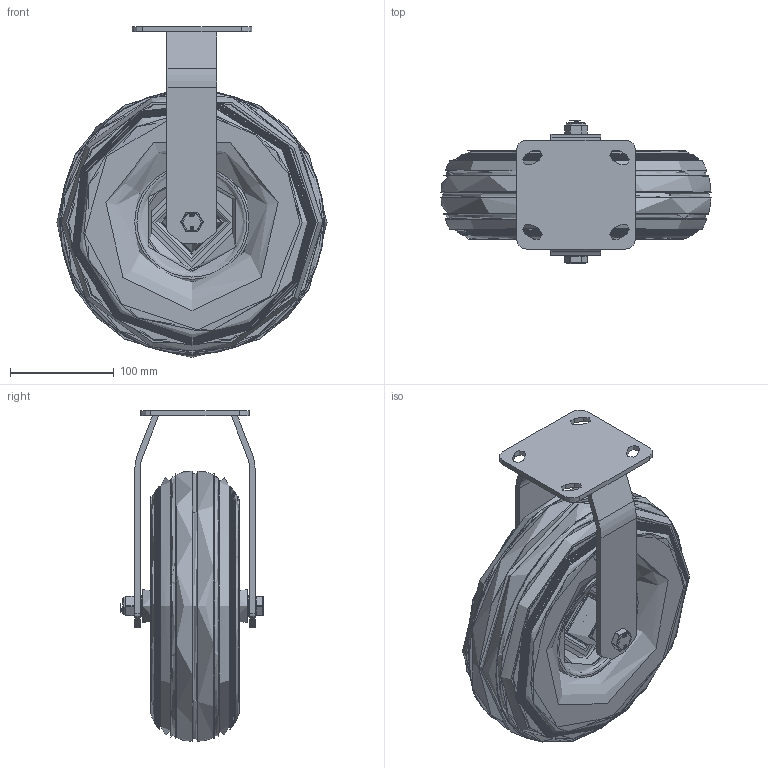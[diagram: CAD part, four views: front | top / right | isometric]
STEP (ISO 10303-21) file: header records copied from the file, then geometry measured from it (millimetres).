
FILE_DESCRIPTION(/* description */ (''),/* implementation_level */ '2;1');
FILE_NAME(/* name */ 'BZFPCF260MPUB.step',/* time_stamp */ '2025-06-13T14:44:29+01:00',/* author */ (''),/* organization */ (''),/* preprocessor_version */ 'ST-DEVELOPER v20.1',/* originating_system */ 'Autodesk Translation Framework v14.10.0.0',/* authorisation */ '');
FILE_SCHEMA (('AUTOMOTIVE_DESIGN { 1 0 10303 214 3 1 1 }'));
Length unit declared in the file: millimetre
Products named in the file (25): BZFPCF260MPUB; BZFPCF260AS v1; BZFPCF260AS; FABRICATED STEEL BRACKET; BZWMPUR26020 v1; PUNCTURE PROOF TYRE; STEEL RIM; RIM; ROLLER BEARING; CAGE; Pattern; Component1; PLASTIC CAP; WM20X32X13 v1; ZINC PLATED WASHER; WM20X32X13 v1 (1); ZINC PLATED WASHER (1); TUBEM20X105 v1; ZINC PLATED TUBE; BOLTM12X130Z8.8 v2; ZINC PLATED BOLT; NYLOCM12Z v1; NYLOC NUT; NUT; RUBBER
Assembly tree (31 placements, depth 6):
  BZFPCF260MPUB
    BZFPCF260AS v1
      BZFPCF260AS
      FABRICATED STEEL BRACKET
    BZWMPUR26020 v1
      PUNCTURE PROOF TYRE
      STEEL RIM
        RIM
        ROLLER BEARING
          CAGE
          Pattern
            Component1  x8
        PLASTIC CAP
    WM20X32X13 v1
      ZINC PLATED WASHER
    WM20X32X13 v1 (1)
      ZINC PLATED WASHER (1)
    TUBEM20X105 v1
      ZINC PLATED TUBE
    BOLTM12X130Z8.8 v2
      ZINC PLATED BOLT
    NYLOCM12Z v1
      NYLOC NUT
        NUT
        RUBBER
Bounding box: 259.89 x 138.3 x 318.09 mm (x, y, z)
Volume: 3611538.1 mm3; surface area: 371099.1 mm2
Topology: 20 solids, 20 shells, 582 faces, 1429 edges, 919 vertices
Faces by surface type: plane 214, cylinder 175, torus 81, bspline 66, cone 34, sphere 12
Full cylindrical faces by diameter (mm): 0.796 x2, 7.5 x8, 9.836 x23, 11.834 x23, 12 x3, 12.5 x1, 13 x2, 14 x2, 17.25 x1, 18.5 x1, 19.9 x1, 20 x3, 21 x2, 27 x1, 32 x2, 32.5 x2, 34 x1, 35 x3, 58 x1, 61.5 x2, 98 x1, 111 x2
Entity records: 34358 total; most frequent: CARTESIAN_POINT 20205, DIRECTION 2886, ORIENTED_EDGE 2816, EDGE_CURVE 1408, AXIS2_PLACEMENT_3D 1151, VERTEX_POINT 905, EDGE_LOOP 641, CIRCLE 597
